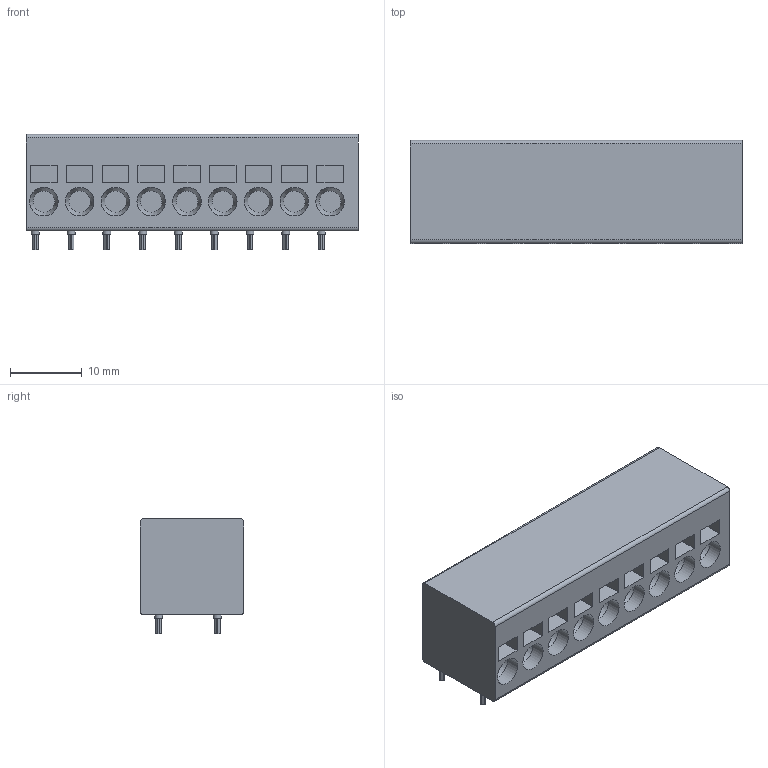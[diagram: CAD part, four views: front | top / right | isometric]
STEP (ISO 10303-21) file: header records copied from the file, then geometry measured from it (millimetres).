
FILE_DESCRIPTION(/* description */ ('model of PhoenixContact_SPT_2.5_9-H-5.0-EX_1x09_P5.0mm_Horizontal'),/* implementation_level */ '2;1');
FILE_NAME(/* name */ 'PhoenixContact_SPT_2.5_9-H-5.0-EX_1x09_P5.0mm_Horizontal.step',/* time_stamp */ '2023-01-30T13:57:15',/* author */ ('KiCAD','kicad'),/* organization */ ('OCCT'),/* preprocessor_version */ '',/* originating_system */ 'KiCAD',/* authorisation */ '');
FILE_SCHEMA(('AUTOMOTIVE_DESIGN { 1 0 10303 214 1 1 1 1 }'));
Length unit declared in the file: millimetre
Products named in the file (7): CQ assembly; 9dce5e58-a09d-11ed-8f45-a0cec80452fd; 9dce5e58-a09d-11ed-8f45-a0cec80452fd_part; 9dce62e0-a09d-11ed-8f45-a0cec80452fd; 9dce62e0-a09d-11ed-8f45-a0cec80452fd_part; 9dce65ba-a09d-11ed-8f45-a0cec80452fd; 9dce65ba-a09d-11ed-8f45-a0cec80452fd_part
Assembly tree (6 placements, depth 4):
  CQ assembly
    9dce5e58-a09d-11ed-8f45-a0cec80452fd
      9dce5e58-a09d-11ed-8f45-a0cec80452fd_part
      9dce62e0-a09d-11ed-8f45-a0cec80452fd
        9dce62e0-a09d-11ed-8f45-a0cec80452fd_part
      9dce65ba-a09d-11ed-8f45-a0cec80452fd
        9dce65ba-a09d-11ed-8f45-a0cec80452fd_part
Bounding box: 46.4 x 14.4 x 16.1 mm (x, y, z)
Volume: 8432.9 mm3; surface area: 3774.3 mm2
Topology: 19 solids, 19 shells, 298 faces, 663 edges, 439 vertices
Faces by surface type: plane 258, cylinder 31, cone 9
Full cylindrical faces by diameter (mm): 1.1 x18, 4 x9
Entity records: 8345 total; most frequent: CARTESIAN_POINT 1407, DIRECTION 1344, ORIENTED_EDGE 1326, EDGE_CURVE 663, LINE 592, VECTOR 592, VERTEX_POINT 439, AXIS2_PLACEMENT_3D 376
